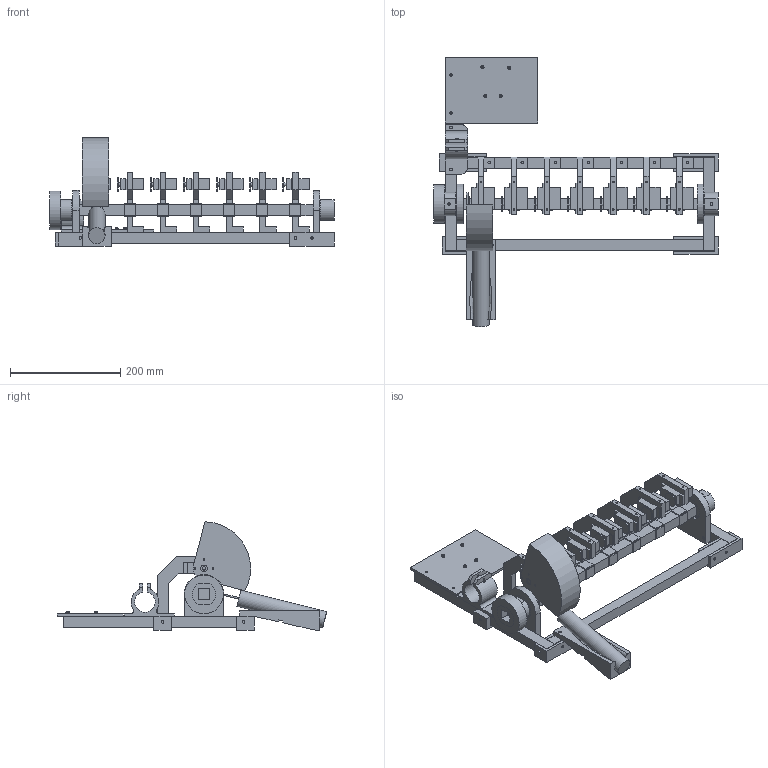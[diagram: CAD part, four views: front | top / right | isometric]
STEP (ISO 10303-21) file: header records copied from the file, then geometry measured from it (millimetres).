
FILE_DESCRIPTION(/* description */ (''),/* implementation_level */ '2;1');
FILE_NAME(/* name */ '5a4be4de-6fbd-4236-9c75-4d3ab9c7ae89.stp',/* time_stamp */ '2019-01-28T12:04:59+00:00',/* author */ (''),/* organization */ (''),/* preprocessor_version */ 'ST-DEVELOPER v17.2',/* originating_system */ 'Autodesk Translation Framework v7.6.0.251',/* authorisation */ '');
FILE_SCHEMA (('AUTOMOTIVE_DESIGN { 1 0 10303 214 3 1 1 }'));
Length unit declared in the file: millimetre
Products named in the file (2): laserEQ01; mirrors
Assembly tree (1 placements, depth 2):
  laserEQ01
    mirrors
Bounding box: 515 x 488.02 x 196.47 mm (x, y, z)
Volume: 2113966.5 mm3; surface area: 602199.5 mm2
Topology: 63 solids, 63 shells, 725 faces, 1733 edges, 1157 vertices
Faces by surface type: plane 572, cylinder 147, cone 5, bspline 1
Full cylindrical faces by diameter (mm): 2.5 x4, 2.8 x46, 3 x1, 4.5 x44, 5.5 x4, 6 x7, 12 x1, 26 x7, 30 x1, 34.7 x2, 34.748 x2, 41.3 x2, 47 x2, 47.3 x2, 70 x1
Entity records: 21570 total; most frequent: CARTESIAN_POINT 3938, DIRECTION 3501, ORIENTED_EDGE 3466, EDGE_CURVE 1733, LINE 1405, VECTOR 1405, VERTEX_POINT 1157, AXIS2_PLACEMENT_3D 1048
